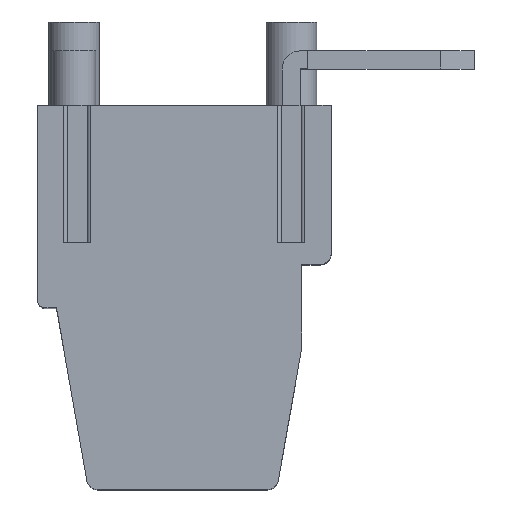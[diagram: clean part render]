
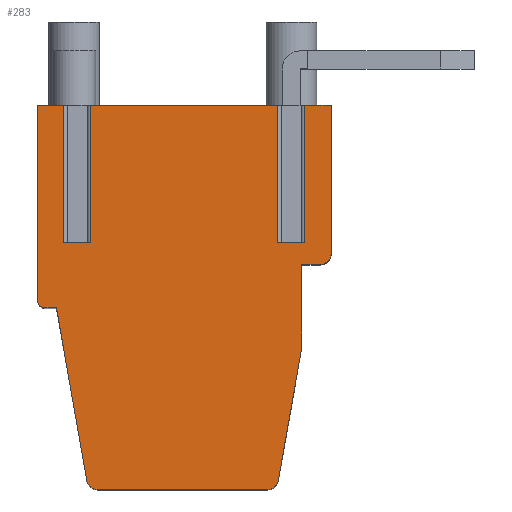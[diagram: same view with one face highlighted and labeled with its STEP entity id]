
A CAD part, top view. The second image highlights one B-rep face of the part: STEP entity #283.
In plain terms, the highlighted planar face has unit normal (0, 0, 1).
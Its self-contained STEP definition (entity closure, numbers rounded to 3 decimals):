
#283 = ADVANCED_FACE( '', ( #647 ), #648, .F. );
#647 = FACE_OUTER_BOUND( '', #1099, .T. );
#648 = PLANE( '', #1100 );
#1099 = EDGE_LOOP( '', ( #1865, #1866, #1867, #1868, #1869, #1870, #1871, #1872, #1873, #1874, #1875, #1876, #1877, #1878, #1879, #1880, #1881, #1882, #1883, #1884, #1885 ) );
#1100 = AXIS2_PLACEMENT_3D( '', #1886, #1887, #1888 );
#1865 = ORIENTED_EDGE( '', *, *, #2996, .T. );
#1866 = ORIENTED_EDGE( '', *, *, #2810, .T. );
#1867 = ORIENTED_EDGE( '', *, *, #2965, .T. );
#1868 = ORIENTED_EDGE( '', *, *, #2997, .T. );
#1869 = ORIENTED_EDGE( '', *, *, #2998, .T. );
#1870 = ORIENTED_EDGE( '', *, *, #2999, .F. );
#1871 = ORIENTED_EDGE( '', *, *, #3000, .T. );
#1872 = ORIENTED_EDGE( '', *, *, #2822, .T. );
#1873 = ORIENTED_EDGE( '', *, *, #3001, .T. );
#1874 = ORIENTED_EDGE( '', *, *, #3002, .F. );
#1875 = ORIENTED_EDGE( '', *, *, #3003, .T. );
#1876 = ORIENTED_EDGE( '', *, *, #2883, .T. );
#1877 = ORIENTED_EDGE( '', *, *, #3004, .T. );
#1878 = ORIENTED_EDGE( '', *, *, #3005, .T. );
#1879 = ORIENTED_EDGE( '', *, *, #2948, .T. );
#1880 = ORIENTED_EDGE( '', *, *, #2766, .F. );
#1881 = ORIENTED_EDGE( '', *, *, #3006, .F. );
#1882 = ORIENTED_EDGE( '', *, *, #3007, .T. );
#1883 = ORIENTED_EDGE( '', *, *, #3008, .T. );
#1884 = ORIENTED_EDGE( '', *, *, #3009, .T. );
#1885 = ORIENTED_EDGE( '', *, *, #3010, .T. );
#1886 = CARTESIAN_POINT( '', ( -218.048, 1.043, -47.5 ) );
#1887 = DIRECTION( '', ( 0., 0., -1. ) );
#1888 = DIRECTION( '', ( 0., -1., 0. ) );
#2766 = EDGE_CURVE( '', #3336, #3338, #3339, .T. );
#2810 = EDGE_CURVE( '', #3407, #3411, #3413, .T. );
#2822 = EDGE_CURVE( '', #3433, #3431, #3434, .T. );
#2883 = EDGE_CURVE( '', #3537, #3534, #3538, .T. );
#2948 = EDGE_CURVE( '', #3641, #3338, #3642, .T. );
#2965 = EDGE_CURVE( '', #3411, #3668, #3670, .T. );
#2996 = EDGE_CURVE( '', #3715, #3407, #3716, .T. );
#2997 = EDGE_CURVE( '', #3668, #3717, #3718, .F. );
#2998 = EDGE_CURVE( '', #3717, #3719, #3720, .T. );
#2999 = EDGE_CURVE( '', #3721, #3719, #3722, .T. );
#3000 = EDGE_CURVE( '', #3721, #3433, #3723, .T. );
#3001 = EDGE_CURVE( '', #3431, #3724, #3725, .T. );
#3002 = EDGE_CURVE( '', #3726, #3724, #3727, .T. );
#3003 = EDGE_CURVE( '', #3726, #3537, #3728, .T. );
#3004 = EDGE_CURVE( '', #3534, #3729, #3730, .T. );
#3005 = EDGE_CURVE( '', #3729, #3641, #3731, .T. );
#3006 = EDGE_CURVE( '', #3732, #3336, #3733, .T. );
#3007 = EDGE_CURVE( '', #3732, #3734, #3735, .T. );
#3008 = EDGE_CURVE( '', #3734, #3736, #3737, .T. );
#3009 = EDGE_CURVE( '', #3736, #3738, #3739, .T. );
#3010 = EDGE_CURVE( '', #3738, #3715, #3740, .F. );
#3336 = VERTEX_POINT( '', #4170 );
#3338 = VERTEX_POINT( '', #4173 );
#3339 = CIRCLE( '', #4174, 0.298 );
#3407 = VERTEX_POINT( '', #4275 );
#3411 = VERTEX_POINT( '', #4280 );
#3413 = LINE( '', #4282, #4283 );
#3431 = VERTEX_POINT( '', #4308 );
#3433 = VERTEX_POINT( '', #4311 );
#3434 = LINE( '', #4312, #4313 );
#3534 = VERTEX_POINT( '', #4457 );
#3537 = VERTEX_POINT( '', #4461 );
#3538 = CIRCLE( '', #4462, 0.298 );
#3641 = VERTEX_POINT( '', #4601 );
#3642 = LINE( '', #4602, #4603 );
#3668 = VERTEX_POINT( '', #4638 );
#3670 = LINE( '', #4640, #4641 );
#3715 = VERTEX_POINT( '', #4704 );
#3716 = LINE( '', #4705, #4706 );
#3717 = VERTEX_POINT( '', #4707 );
#3718 = LINE( '', #4708, #4709 );
#3719 = VERTEX_POINT( '', #4710 );
#3720 = LINE( '', #4711, #4712 );
#3721 = VERTEX_POINT( '', #4713 );
#3722 = LINE( '', #4714, #4715 );
#3723 = CIRCLE( '', #4716, 0.198 );
#3724 = VERTEX_POINT( '', #4717 );
#3725 = LINE( '', #4718, #4719 );
#3726 = VERTEX_POINT( '', #4720 );
#3727 = CIRCLE( '', #4721, 0.298 );
#3728 = LINE( '', #4722, #4723 );
#3729 = VERTEX_POINT( '', #4724 );
#3730 = LINE( '', #4725, #4726 );
#3731 = LINE( '', #4727, #4728 );
#3732 = VERTEX_POINT( '', #4729 );
#3733 = LINE( '', #4730, #4731 );
#3734 = VERTEX_POINT( '', #4732 );
#3735 = LINE( '', #4733, #4734 );
#3736 = VERTEX_POINT( '', #4735 );
#3737 = LINE( '', #4736, #4737 );
#3738 = VERTEX_POINT( '', #4738 );
#3739 = LINE( '', #4739, #4740 );
#3740 = LINE( '', #4741, #4742 );
#4170 = CARTESIAN_POINT( '', ( -213.95, -3.055, -47.5 ) );
#4173 = CARTESIAN_POINT( '', ( -214.248, -3.353, -47.5 ) );
#4174 = AXIS2_PLACEMENT_3D( '', #5224, #5225, #5226 );
#4275 = CARTESIAN_POINT( '', ( -220.58, 1.043, -47.5 ) );
#4280 = CARTESIAN_POINT( '', ( -220.58, -2.757, -47.5 ) );
#4282 = CARTESIAN_POINT( '', ( -220.58, 1.043, -47.5 ) );
#4283 = VECTOR( '', #5266, 1000. );
#4308 = CARTESIAN_POINT( '', ( -221.527, -4.553, -47.5 ) );
#4311 = CARTESIAN_POINT( '', ( -221.848, -4.553, -47.5 ) );
#4312 = CARTESIAN_POINT( '', ( -221.848, -4.553, -47.5 ) );
#4313 = VECTOR( '', #5275, 1000. );
#4457 = CARTESIAN_POINT( '', ( -215.401, -9.275, -47.5 ) );
#4461 = CARTESIAN_POINT( '', ( -215.698, -9.558, -47.5 ) );
#4462 = AXIS2_PLACEMENT_3D( '', #5333, #5334, #5335 );
#4601 = CARTESIAN_POINT( '', ( -214.764, -3.353, -47.5 ) );
#4602 = CARTESIAN_POINT( '', ( -214.764, -3.353, -47.5 ) );
#4603 = VECTOR( '', #5414, 1000. );
#4638 = CARTESIAN_POINT( '', ( -221.32, -2.757, -47.5 ) );
#4640 = CARTESIAN_POINT( '', ( -220.63, -2.757, -47.5 ) );
#4641 = VECTOR( '', #5436, 1000. );
#4704 = CARTESIAN_POINT( '', ( -215.42, 1.043, -47.5 ) );
#4705 = CARTESIAN_POINT( '', ( -218.048, 1.043, -47.5 ) );
#4706 = VECTOR( '', #5464, 1000. );
#4707 = CARTESIAN_POINT( '', ( -221.32, 1.043, -47.5 ) );
#4708 = CARTESIAN_POINT( '', ( -221.32, 1.043, -47.5 ) );
#4709 = VECTOR( '', #5465, 1000. );
#4710 = CARTESIAN_POINT( '', ( -222.046, 1.043, -47.5 ) );
#4711 = CARTESIAN_POINT( '', ( -218.048, 1.043, -47.5 ) );
#4712 = VECTOR( '', #5466, 1000. );
#4713 = CARTESIAN_POINT( '', ( -222.046, -4.355, -47.5 ) );
#4714 = CARTESIAN_POINT( '', ( -222.046, -4.355, -47.5 ) );
#4715 = VECTOR( '', #5467, 1000. );
#4716 = AXIS2_PLACEMENT_3D( '', #5468, #5469, #5470 );
#4717 = CARTESIAN_POINT( '', ( -220.695, -9.275, -47.5 ) );
#4718 = CARTESIAN_POINT( '', ( -221.527, -4.553, -47.5 ) );
#4719 = VECTOR( '', #5471, 1000. );
#4720 = CARTESIAN_POINT( '', ( -220.398, -9.558, -47.5 ) );
#4721 = AXIS2_PLACEMENT_3D( '', #5472, #5473, #5474 );
#4722 = CARTESIAN_POINT( '', ( -220.398, -9.558, -47.5 ) );
#4723 = VECTOR( '', #5475, 1000. );
#4724 = CARTESIAN_POINT( '', ( -214.764, -5.661, -47.5 ) );
#4725 = CARTESIAN_POINT( '', ( -215.405, -9.298, -47.5 ) );
#4726 = VECTOR( '', #5476, 1000. );
#4727 = CARTESIAN_POINT( '', ( -214.764, -5.661, -47.5 ) );
#4728 = VECTOR( '', #5477, 1000. );
#4729 = CARTESIAN_POINT( '', ( -213.95, 1.043, -47.5 ) );
#4730 = CARTESIAN_POINT( '', ( -213.95, 1.043, -47.5 ) );
#4731 = VECTOR( '', #5478, 1000. );
#4732 = CARTESIAN_POINT( '', ( -214.68, 1.043, -47.5 ) );
#4733 = CARTESIAN_POINT( '', ( -218.048, 1.043, -47.5 ) );
#4734 = VECTOR( '', #5479, 1000. );
#4735 = CARTESIAN_POINT( '', ( -214.68, -2.757, -47.5 ) );
#4736 = CARTESIAN_POINT( '', ( -214.68, 1.043, -47.5 ) );
#4737 = VECTOR( '', #5480, 1000. );
#4738 = CARTESIAN_POINT( '', ( -215.42, -2.757, -47.5 ) );
#4739 = CARTESIAN_POINT( '', ( -214.73, -2.757, -47.5 ) );
#4740 = VECTOR( '', #5481, 1000. );
#4741 = CARTESIAN_POINT( '', ( -215.42, 1.043, -47.5 ) );
#4742 = VECTOR( '', #5482, 1000. );
#5224 = CARTESIAN_POINT( '', ( -214.248, -3.055, -47.5 ) );
#5225 = DIRECTION( '', ( 0., 0., -1. ) );
#5226 = DIRECTION( '', ( 1., 0., 0. ) );
#5266 = DIRECTION( '', ( 0., -1., 0. ) );
#5275 = DIRECTION( '', ( 1., 0., 0. ) );
#5333 = CARTESIAN_POINT( '', ( -215.698, -9.26, -47.5 ) );
#5334 = DIRECTION( '', ( 0., 0., 1. ) );
#5335 = DIRECTION( '', ( 0., -1., 0. ) );
#5414 = DIRECTION( '', ( 1., 0., 0. ) );
#5436 = DIRECTION( '', ( -1., 0., 0. ) );
#5464 = DIRECTION( '', ( -1., 0., 0. ) );
#5465 = DIRECTION( '', ( 0., -1., 0. ) );
#5466 = DIRECTION( '', ( -1., 0., 0. ) );
#5467 = DIRECTION( '', ( 0., 1., 0. ) );
#5468 = CARTESIAN_POINT( '', ( -221.848, -4.355, -47.5 ) );
#5469 = DIRECTION( '', ( 0., 0., 1. ) );
#5470 = DIRECTION( '', ( -1., 0., 0. ) );
#5471 = DIRECTION( '', ( 0.174, -0.985, 0. ) );
#5472 = CARTESIAN_POINT( '', ( -220.398, -9.26, -47.5 ) );
#5473 = DIRECTION( '', ( 0., 0., -1. ) );
#5474 = DIRECTION( '', ( 0., -1., 0. ) );
#5475 = DIRECTION( '', ( 1., 0., 0. ) );
#5476 = DIRECTION( '', ( 0.174, 0.985, 0. ) );
#5477 = DIRECTION( '', ( 0., 1., 0. ) );
#5478 = DIRECTION( '', ( 0., -1., 0. ) );
#5479 = DIRECTION( '', ( -1., 0., 0. ) );
#5480 = DIRECTION( '', ( 0., -1., 0. ) );
#5481 = DIRECTION( '', ( -1., 0., 0. ) );
#5482 = DIRECTION( '', ( 0., -1., 0. ) );
